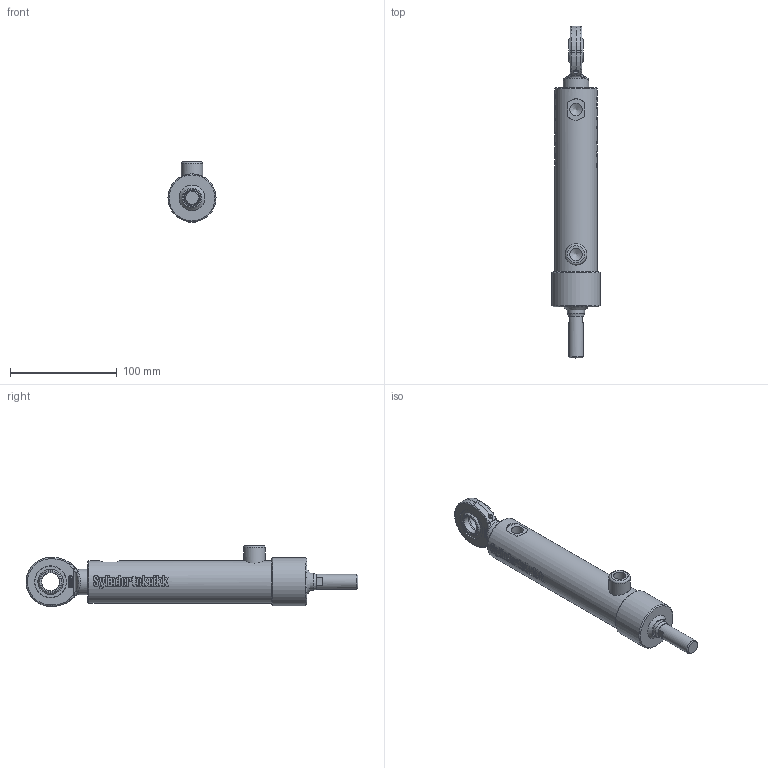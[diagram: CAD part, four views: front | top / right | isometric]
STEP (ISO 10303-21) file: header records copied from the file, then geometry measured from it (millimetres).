
FILE_DESCRIPTION((''),'2;1');
FILE_NAME('DVLG30_16.stp','2010-01-26T13:59:10',('tribel'),(''),'Autodesk Inventor 2009','Autodesk Inventor 2009','');
FILE_SCHEMA(('AUTOMOTIVE_DESIGN { 1 0 10303 214 1 1 1 1 }'));
Length unit declared in the file: millimetre
Products named in the file (4): DVLG30_16; DVLG30_16_body; DVLG30_16_stang; DVLG30_16_Parameters
Assembly tree (3 placements, depth 2):
  DVLG30_16
    DVLG30_16_body
    DVLG30_16_stang
    DVLG30_16_Parameters
Bounding box: 45 x 311 x 57 mm (x, y, z)
Volume: 227299.8 mm3; surface area: 69325.1 mm2
Topology: 2 solids, 4 shells, 627 faces, 1639 edges, 1067 vertices
Faces by surface type: plane 308, bspline 184, cylinder 85, cone 34, torus 13, sphere 3
Full cylindrical faces by diameter (mm): 1.429 x2, 1.7 x2, 2.5 x1, 14 x1, 16 x2, 17 x2, 20 x1, 24 x1, 30 x4, 40 x1, 45 x1
Entity records: 51045 total; most frequent: CARTESIAN_POINT 37268, ORIENTED_EDGE 3116, DIRECTION 2190, EDGE_CURVE 1560, VERTEX_POINT 1042, AXIS2_PLACEMENT_3D 775, EDGE_LOOP 741, VECTOR 640
